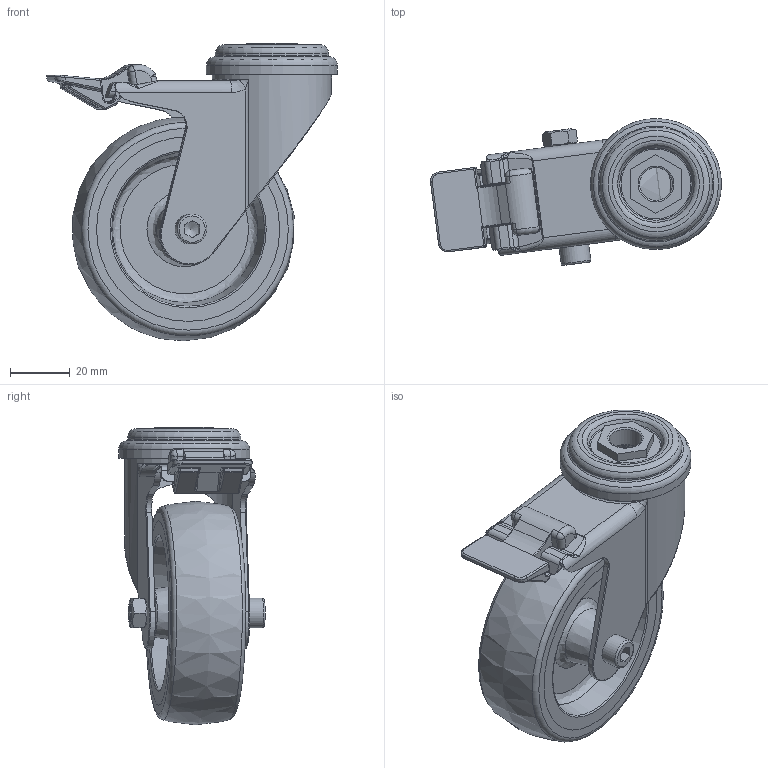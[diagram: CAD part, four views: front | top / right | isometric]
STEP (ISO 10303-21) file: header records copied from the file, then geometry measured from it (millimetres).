
FILE_DESCRIPTION((''),'2;1');
FILE_NAME('517508.stp','2010-09-12T18:07:47',('Jarda'),(''),'Autodesk Inventor 2010','Autodesk Inventor 2010','');
FILE_SCHEMA(('AUTOMOTIVE_DESIGN { 1 0 10303 214 1 1 1 1 }'));
Length unit declared in the file: millimetre
Products named in the file (9): 517508; 517508-točna-brzda; 517508-nosič-brzda; 507508-vložka; 507508-ráfek-1; 507508-obruč; DIN 912 M6 x 30; DIN EN 24032 M6; 517508-brzda
Assembly tree (8 placements, depth 2):
  517508
    517508-točna-brzda
    517508-nosič-brzda
    507508-vložka
    507508-ráfek-1
    507508-obruč
    DIN 912 M6 x 30
    DIN EN 24032 M6
    517508-brzda
Bounding box: 97.68 x 49.25 x 99.9 mm (x, y, z)
Volume: 98320.6 mm3; surface area: 57041.3 mm2
Topology: 8 solids, 8 shells, 544 faces, 1326 edges, 783 vertices
Faces by surface type: cylinder 201, plane 163, bspline 103, torus 40, sphere 19, cone 18
Full cylindrical faces by diameter (mm): 6 x1, 6.4 x1, 6.5 x2, 8 x1, 8.4 x1, 10 x1, 11 x1, 13 x1, 14 x1, 34 x1, 35 x1, 36 x2, 38 x1, 40 x1, 42 x1, 44 x1, 60 x2, 62 x4
Entity records: 18589 total; most frequent: CARTESIAN_POINT 6440, DIRECTION 2465, ORIENTED_EDGE 2412, EDGE_CURVE 1206, AXIS2_PLACEMENT_3D 981, VERTEX_POINT 776, EDGE_LOOP 658, FACE_OUTER_BOUND 544
